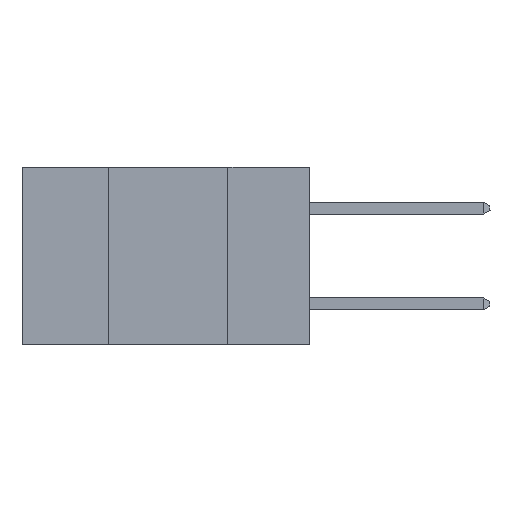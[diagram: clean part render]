
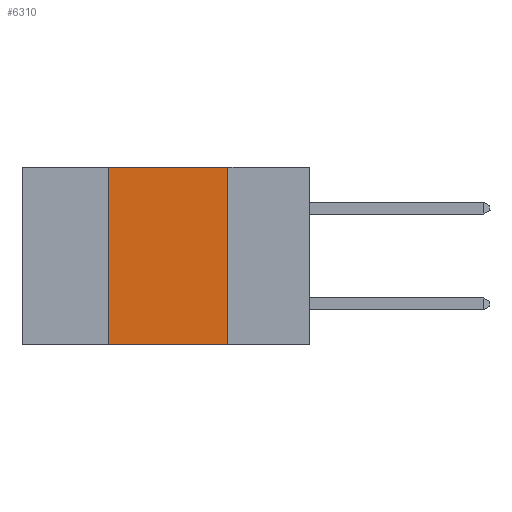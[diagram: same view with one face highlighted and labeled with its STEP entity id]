
A CAD part, left-side view. The second image highlights one B-rep face of the part: STEP entity #6310.
In plain terms, the highlighted planar face has unit normal (-1, 0, 0).
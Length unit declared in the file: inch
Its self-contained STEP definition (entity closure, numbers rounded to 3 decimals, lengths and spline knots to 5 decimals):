
#1127 = CARTESIAN_POINT ( 'NONE',  ( 0., 0.6, -0.37 ) ) ;
#1363 = DIRECTION ( 'NONE',  ( 0., 0., -1. ) ) ;
#2127 = VERTEX_POINT ( 'NONE', #19920 ) ;
#2360 = CARTESIAN_POINT ( 'NONE',  ( 0., 0.6, 0. ) ) ;
#3353 = VECTOR ( 'NONE', #30174, 39.37008 ) ;
#4772 = EDGE_LOOP ( 'NONE', ( #28073, #35308, #15104, #20444 ) ) ;
#4972 = DIRECTION ( 'NONE',  ( 0., 0., 1. ) ) ;
#5664 = VERTEX_POINT ( 'NONE', #19908 ) ;
#6310 = ADVANCED_FACE ( 'NONE', ( #13066 ), #15515, .F. ) ;
#11285 = VECTOR ( 'NONE', #33226, 39.37008 ) ;
#13066 = FACE_OUTER_BOUND ( 'NONE', #4772, .T. ) ;
#15104 = ORIENTED_EDGE ( 'NONE', *, *, #29595, .F. ) ;
#15515 = PLANE ( 'NONE',  #34045 ) ;
#16265 = DIRECTION ( 'NONE',  ( 1., 0., 0. ) ) ;
#18080 = LINE ( 'NONE', #1127, #3353 ) ;
#19231 = CARTESIAN_POINT ( 'NONE',  ( 0., 0.6, 0. ) ) ;
#19314 = LINE ( 'NONE', #24714, #36099 ) ;
#19908 = CARTESIAN_POINT ( 'NONE',  ( 0., 0.17, 0. ) ) ;
#19920 = CARTESIAN_POINT ( 'NONE',  ( 0., 0.42, -0.37 ) ) ;
#20054 = EDGE_CURVE ( 'NONE', #5664, #25135, #36026, .T. ) ;
#20444 = ORIENTED_EDGE ( 'NONE', *, *, #29241, .T. ) ;
#21620 = CARTESIAN_POINT ( 'NONE',  ( 0., 0.17, -0.37 ) ) ;
#21867 = CARTESIAN_POINT ( 'NONE',  ( 0., 0.17, 0. ) ) ;
#24714 = CARTESIAN_POINT ( 'NONE',  ( 0., 0.42, 0. ) ) ;
#25135 = VERTEX_POINT ( 'NONE', #21620 ) ;
#27511 = DIRECTION ( 'NONE',  ( 0., -1., 0. ) ) ;
#28073 = ORIENTED_EDGE ( 'NONE', *, *, #20054, .F. ) ;
#28522 = VERTEX_POINT ( 'NONE', #31581 ) ;
#29241 = EDGE_CURVE ( 'NONE', #2127, #25135, #18080, .T. ) ;
#29595 = EDGE_CURVE ( 'NONE', #2127, #28522, #19314, .T. ) ;
#29669 = EDGE_CURVE ( 'NONE', #28522, #5664, #36264, .T. ) ;
#30174 = DIRECTION ( 'NONE',  ( 0., -1., 0. ) ) ;
#31581 = CARTESIAN_POINT ( 'NONE',  ( 0., 0.42, 0. ) ) ;
#32536 = VECTOR ( 'NONE', #27511, 39.37008 ) ;
#33226 = DIRECTION ( 'NONE',  ( 0., 0., -1. ) ) ;
#34045 = AXIS2_PLACEMENT_3D ( 'NONE', #19231, #16265, #1363 ) ;
#35308 = ORIENTED_EDGE ( 'NONE', *, *, #29669, .F. ) ;
#36026 = LINE ( 'NONE', #21867, #11285 ) ;
#36099 = VECTOR ( 'NONE', #4972, 39.37008 ) ;
#36264 = LINE ( 'NONE', #2360, #32536 ) ;
